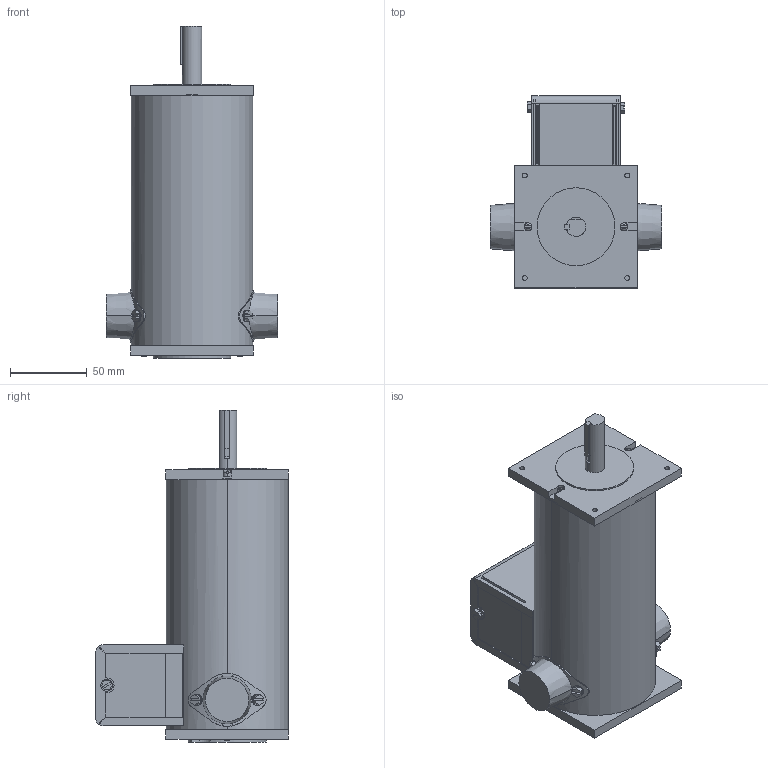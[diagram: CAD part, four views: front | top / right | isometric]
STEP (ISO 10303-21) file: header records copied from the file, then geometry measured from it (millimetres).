
FILE_DESCRIPTION (( 'STEP AP214' ), '1' );
FILE_NAME ('MTPM-P13-1L19.STEP', '2015-07-28T18:37:28', ( '' ), ( '' ), 'SwSTEP 2.0', 'SolidWorks 2015', '' );
FILE_SCHEMA (( 'AUTOMOTIVE_DESIGN' ));
Length unit declared in the file: inch
Products named in the file (1): MTPM-P13-1L19
Bounding box: 111.51 x 125.57 x 216.42 mm (x, y, z)
Volume: 224129 mm3; surface area: 176096.1 mm2
Topology: 28 solids, 28 shells, 401 faces, 990 edges, 659 vertices
Faces by surface type: plane 271, cylinder 105, cone 14, torus 6, bspline 5
Entity records: 16240 total; most frequent: CARTESIAN_POINT 3203, ORIENTED_EDGE 1980, DIRECTION 1921, EDGE_CURVE 990, LINE 687, VECTOR 687, VERTEX_POINT 659, AXIS2_PLACEMENT_3D 617
